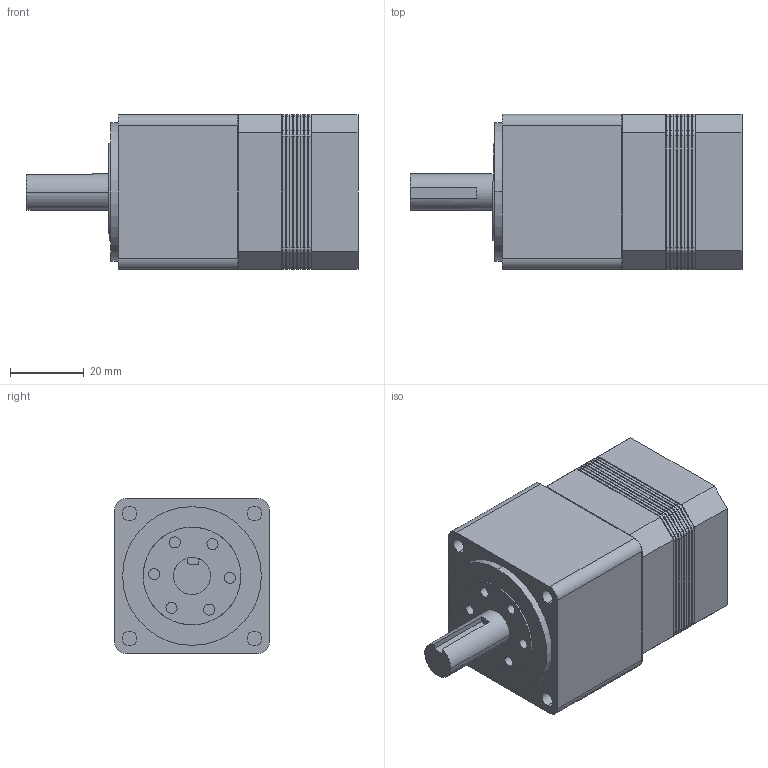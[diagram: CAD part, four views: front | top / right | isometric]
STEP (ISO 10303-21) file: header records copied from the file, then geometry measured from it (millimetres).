
FILE_DESCRIPTION (( 'STEP AP203' ), '1' );
FILE_NAME ('PK543AW-H100S迣疏熬厒萇儂.STEP', '2018-08-28T14:19:03', ( '' ), ( '' ), 'SwSTEP 2.0', 'SolidWorks 2016', '' );
FILE_SCHEMA (( 'CONFIG_CONTROL_DESIGN' ));
Length unit declared in the file: millimetre
Products named in the file (3): PK543AW-H100S迣疏熬厒萇儂; 唅蛌窒煦1; 掛极1
Assembly tree (2 placements, depth 2):
  PK543AW-H100S迣疏熬厒萇儂
    掛极1
    唅蛌窒煦1
Bounding box: 90 x 42 x 42 mm (x, y, z)
Volume: 116321.4 mm3; surface area: 20429.3 mm2
Topology: 2 solids, 2 shells, 362 faces, 856 edges, 520 vertices
Faces by surface type: cylinder 172, plane 122, torus 68
Entity records: 10687 total; most frequent: DIRECTION 1980, CARTESIAN_POINT 1767, ORIENTED_EDGE 1712, EDGE_CURVE 856, AXIS2_PLACEMENT_3D 765, VERTEX_POINT 520, LINE 450, VECTOR 450
